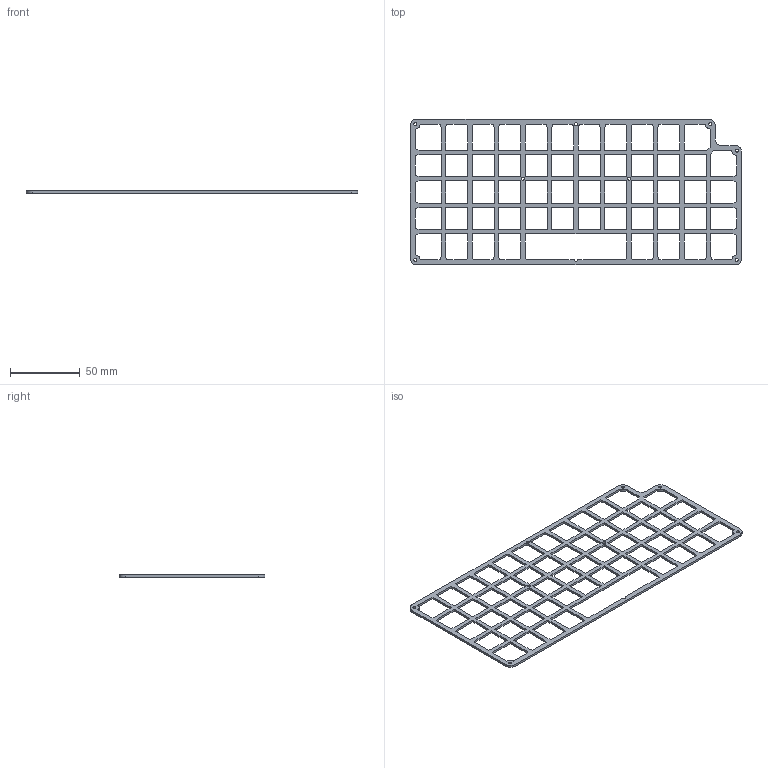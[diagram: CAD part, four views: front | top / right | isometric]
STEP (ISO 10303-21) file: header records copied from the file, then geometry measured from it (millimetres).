
FILE_DESCRIPTION(('KiCad electronic assembly'),'2;1');
FILE_NAME('framework-acrylic-grid.step','2020-12-21T19:15:21',( 'An Author'),('A Company'),'Open CASCADE STEP processor 6.9', 'KiCad to STEP converter','Unknown');
FILE_SCHEMA(('AUTOMOTIVE_DESIGN { 1 0 10303 214 1 1 1 1 }'));
Length unit declared in the file: millimetre
Products named in the file (2): Open CASCADE STEP translator 6.9 1; COMPOUND
Assembly tree (1 placements, depth 2):
  Open CASCADE STEP translator 6.9 1
    COMPOUND
Bounding box: 238.12 x 104.78 x 1.6 mm (x, y, z)
Volume: 12574.5 mm3; surface area: 22998.8 mm2
Topology: 1 solids, 1 shells, 315 faces, 939 edges, 626 vertices
Faces by surface type: plane 293, cylinder 22
Full cylindrical faces by diameter (mm): 2.2 x8
Entity records: 22907 total; most frequent: CARTESIAN_POINT 3760, DIRECTION 3495, LINE 2729, VECTOR 2729, ORIENTED_EDGE 1878, PCURVE 1878, DEFINITIONAL_REPRESENTATION 1878, EDGE_CURVE 939
